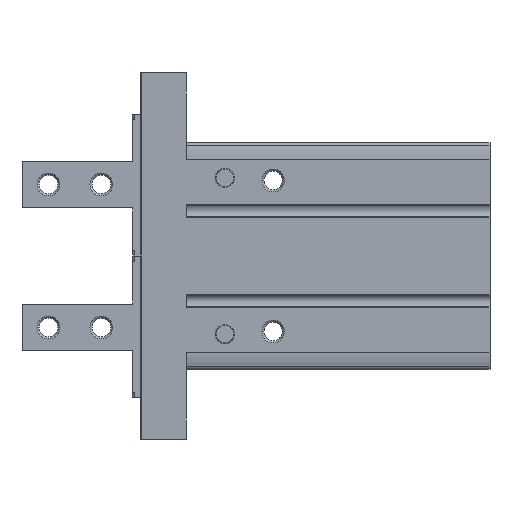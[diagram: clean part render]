
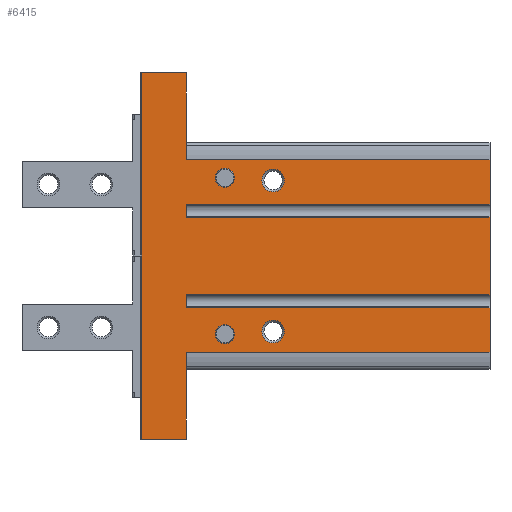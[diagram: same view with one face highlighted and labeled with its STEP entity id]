
A CAD part, left-side view. The second image highlights one B-rep face of the part: STEP entity #6415.
In plain terms, the highlighted face is planar.
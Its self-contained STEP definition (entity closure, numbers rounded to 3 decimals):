
#92=PLANE('',#6959);
#339=LINE('',#9944,#887);
#377=LINE('',#10112,#925);
#382=LINE('',#10136,#930);
#423=LINE('',#10355,#971);
#424=LINE('',#10363,#972);
#425=LINE('',#10365,#973);
#426=LINE('',#10367,#974);
#427=LINE('',#10368,#975);
#428=LINE('',#10370,#976);
#429=LINE('',#10372,#977);
#430=LINE('',#10373,#978);
#431=LINE('',#10375,#979);
#432=LINE('',#10377,#980);
#433=LINE('',#10379,#981);
#434=LINE('',#10381,#982);
#435=LINE('',#10383,#983);
#887=VECTOR('',#7742,1000.);
#925=VECTOR('',#7872,1000.);
#930=VECTOR('',#7891,1000.);
#971=VECTOR('',#8022,1000.);
#972=VECTOR('',#8031,1000.);
#973=VECTOR('',#8032,1000.);
#974=VECTOR('',#8033,1000.);
#975=VECTOR('',#8034,1000.);
#976=VECTOR('',#8035,1000.);
#977=VECTOR('',#8036,1000.);
#978=VECTOR('',#8037,1000.);
#979=VECTOR('',#8038,1000.);
#980=VECTOR('',#8039,1000.);
#981=VECTOR('',#8040,1000.);
#982=VECTOR('',#8041,1000.);
#983=VECTOR('',#8042,1000.);
#1814=ORIENTED_EDGE('',*,*,#3286,.F.);
#1815=ORIENTED_EDGE('',*,*,#3290,.F.);
#1816=ORIENTED_EDGE('',*,*,#3613,.F.);
#1817=ORIENTED_EDGE('',*,*,#3614,.F.);
#1818=ORIENTED_EDGE('',*,*,#3427,.T.);
#1819=ORIENTED_EDGE('',*,*,#3615,.F.);
#1820=ORIENTED_EDGE('',*,*,#3616,.T.);
#1821=ORIENTED_EDGE('',*,*,#3617,.T.);
#1822=ORIENTED_EDGE('',*,*,#3523,.T.);
#1823=ORIENTED_EDGE('',*,*,#3618,.F.);
#1824=ORIENTED_EDGE('',*,*,#3619,.T.);
#1825=ORIENTED_EDGE('',*,*,#3620,.T.);
#1826=ORIENTED_EDGE('',*,*,#3511,.T.);
#1827=ORIENTED_EDGE('',*,*,#3621,.F.);
#1828=ORIENTED_EDGE('',*,*,#3622,.F.);
#1829=ORIENTED_EDGE('',*,*,#3623,.F.);
#1830=ORIENTED_EDGE('',*,*,#3624,.T.);
#1831=ORIENTED_EDGE('',*,*,#3625,.T.);
#1832=ORIENTED_EDGE('',*,*,#3626,.F.);
#1833=ORIENTED_EDGE('',*,*,#3611,.T.);
#3286=EDGE_CURVE('',#4222,#4222,#4874,.T.);
#3290=EDGE_CURVE('',#4226,#4226,#4878,.T.);
#3427=EDGE_CURVE('',#4332,#4331,#339,.T.);
#3511=EDGE_CURVE('',#4416,#4415,#377,.T.);
#3523=EDGE_CURVE('',#4428,#4427,#382,.T.);
#3611=EDGE_CURVE('',#4501,#4332,#423,.T.);
#3613=EDGE_CURVE('',#4502,#4502,#4993,.T.);
#3614=EDGE_CURVE('',#4503,#4503,#4994,.T.);
#3615=EDGE_CURVE('',#4504,#4331,#424,.T.);
#3616=EDGE_CURVE('',#4504,#4505,#425,.T.);
#3617=EDGE_CURVE('',#4505,#4428,#426,.T.);
#3618=EDGE_CURVE('',#4506,#4427,#427,.T.);
#3619=EDGE_CURVE('',#4506,#4507,#428,.T.);
#3620=EDGE_CURVE('',#4507,#4416,#429,.T.);
#3621=EDGE_CURVE('',#4508,#4415,#430,.T.);
#3622=EDGE_CURVE('',#4509,#4508,#431,.T.);
#3623=EDGE_CURVE('',#4510,#4509,#432,.T.);
#3624=EDGE_CURVE('',#4510,#4511,#433,.T.);
#3625=EDGE_CURVE('',#4511,#4512,#434,.T.);
#3626=EDGE_CURVE('',#4501,#4512,#435,.T.);
#4222=VERTEX_POINT('',#9523);
#4226=VERTEX_POINT('',#9533);
#4331=VERTEX_POINT('',#9943);
#4332=VERTEX_POINT('',#9945);
#4415=VERTEX_POINT('',#10111);
#4416=VERTEX_POINT('',#10113);
#4427=VERTEX_POINT('',#10135);
#4428=VERTEX_POINT('',#10137);
#4501=VERTEX_POINT('',#10356);
#4502=VERTEX_POINT('',#10360);
#4503=VERTEX_POINT('',#10362);
#4504=VERTEX_POINT('',#10364);
#4505=VERTEX_POINT('',#10366);
#4506=VERTEX_POINT('',#10369);
#4507=VERTEX_POINT('',#10371);
#4508=VERTEX_POINT('',#10374);
#4509=VERTEX_POINT('',#10376);
#4510=VERTEX_POINT('',#10378);
#4511=VERTEX_POINT('',#10380);
#4512=VERTEX_POINT('',#10382);
#4874=CIRCLE('',#6785,2.5);
#4878=CIRCLE('',#6791,2.5);
#4993=CIRCLE('',#6960,3.);
#4994=CIRCLE('',#6961,3.);
#5289=EDGE_LOOP('',(#1814));
#5290=EDGE_LOOP('',(#1815));
#5291=EDGE_LOOP('',(#1816));
#5292=EDGE_LOOP('',(#1817));
#5293=EDGE_LOOP('',(#1818,#1819,#1820,#1821,#1822,#1823,#1824,#1825,#1826,
#1827,#1828,#1829,#1830,#1831,#1832,#1833));
#5783=FACE_BOUND('',#5289,.T.);
#5784=FACE_BOUND('',#5290,.T.);
#5785=FACE_BOUND('',#5291,.T.);
#5786=FACE_BOUND('',#5292,.T.);
#5787=FACE_BOUND('',#5293,.T.);
#6415=ADVANCED_FACE('',(#5783,#5784,#5785,#5786,#5787),#92,.F.);
#6785=AXIS2_PLACEMENT_3D('',#9522,#7519,#7520);
#6791=AXIS2_PLACEMENT_3D('',#9532,#7531,#7532);
#6959=AXIS2_PLACEMENT_3D('',#10358,#8025,#8026);
#6960=AXIS2_PLACEMENT_3D('',#10359,#8027,#8028);
#6961=AXIS2_PLACEMENT_3D('',#10361,#8029,#8030);
#7519=DIRECTION('',(0.,0.,1.));
#7520=DIRECTION('',(1.,0.,0.));
#7531=DIRECTION('',(0.,0.,1.));
#7532=DIRECTION('',(1.,0.,0.));
#7742=DIRECTION('',(1.,0.,0.));
#7872=DIRECTION('',(1.,0.,0.));
#7891=DIRECTION('',(1.,0.,0.));
#8022=DIRECTION('',(0.,-1.,0.));
#8025=DIRECTION('',(0.,0.,-1.));
#8026=DIRECTION('',(-1.,0.,0.));
#8027=DIRECTION('',(0.,0.,1.));
#8028=DIRECTION('',(1.,0.,0.));
#8029=DIRECTION('',(0.,0.,1.));
#8030=DIRECTION('',(1.,0.,0.));
#8031=DIRECTION('',(0.,-1.,0.));
#8032=DIRECTION('',(1.,0.,0.));
#8033=DIRECTION('',(0.,-1.,0.));
#8034=DIRECTION('',(0.,-1.,0.));
#8035=DIRECTION('',(1.,0.,0.));
#8036=DIRECTION('',(0.,-1.,0.));
#8037=DIRECTION('',(0.,-1.,0.));
#8038=DIRECTION('',(-1.,0.,0.));
#8039=DIRECTION('',(0.,-1.,0.));
#8040=DIRECTION('',(-1.,0.,0.));
#8041=DIRECTION('',(0.,-1.,0.));
#8042=DIRECTION('',(-1.,0.,0.));
#9522=CARTESIAN_POINT('',(-20.7,70.2,20.));
#9523=CARTESIAN_POINT('',(-18.2,70.2,20.));
#9532=CARTESIAN_POINT('',(20.7,70.2,20.));
#9533=CARTESIAN_POINT('',(23.2,70.2,20.));
#9943=CARTESIAN_POINT('',(-13.7,0.,20.));
#9944=CARTESIAN_POINT('',(-25.5,0.,20.));
#9945=CARTESIAN_POINT('',(-25.5,0.,20.));
#10111=CARTESIAN_POINT('',(25.5,0.,20.));
#10112=CARTESIAN_POINT('',(-25.5,0.,20.));
#10113=CARTESIAN_POINT('',(13.7,0.,20.));
#10135=CARTESIAN_POINT('',(10.3,0.,20.));
#10136=CARTESIAN_POINT('',(-25.5,0.,20.));
#10137=CARTESIAN_POINT('',(-10.3,0.,20.));
#10355=CARTESIAN_POINT('',(-25.5,80.4,20.));
#10356=CARTESIAN_POINT('',(-25.5,80.4,20.));
#10358=CARTESIAN_POINT('',(-25.5,80.4,20.));
#10359=CARTESIAN_POINT('',(-20.,57.4,20.));
#10360=CARTESIAN_POINT('',(-17.,57.4,20.));
#10361=CARTESIAN_POINT('',(20.,57.4,20.));
#10362=CARTESIAN_POINT('',(23.,57.4,20.));
#10363=CARTESIAN_POINT('',(-13.7,80.4,20.));
#10364=CARTESIAN_POINT('',(-13.7,80.4,20.));
#10365=CARTESIAN_POINT('',(-13.7,80.4,20.));
#10366=CARTESIAN_POINT('',(-10.3,80.4,20.));
#10367=CARTESIAN_POINT('',(-10.3,80.4,20.));
#10368=CARTESIAN_POINT('',(10.3,80.4,20.));
#10369=CARTESIAN_POINT('',(10.3,80.4,20.));
#10370=CARTESIAN_POINT('',(10.3,80.4,20.));
#10371=CARTESIAN_POINT('',(13.7,80.4,20.));
#10372=CARTESIAN_POINT('',(13.7,80.4,20.));
#10373=CARTESIAN_POINT('',(25.5,80.4,20.));
#10374=CARTESIAN_POINT('',(25.5,80.4,20.));
#10375=CARTESIAN_POINT('',(48.5,80.4,20.));
#10376=CARTESIAN_POINT('',(48.5,80.4,20.));
#10377=CARTESIAN_POINT('',(48.5,92.2,20.));
#10378=CARTESIAN_POINT('',(48.5,92.2,20.));
#10379=CARTESIAN_POINT('',(48.5,92.2,20.));
#10380=CARTESIAN_POINT('',(-48.5,92.2,20.));
#10381=CARTESIAN_POINT('',(-48.5,92.2,20.));
#10382=CARTESIAN_POINT('',(-48.5,80.4,20.));
#10383=CARTESIAN_POINT('',(48.5,80.4,20.));
